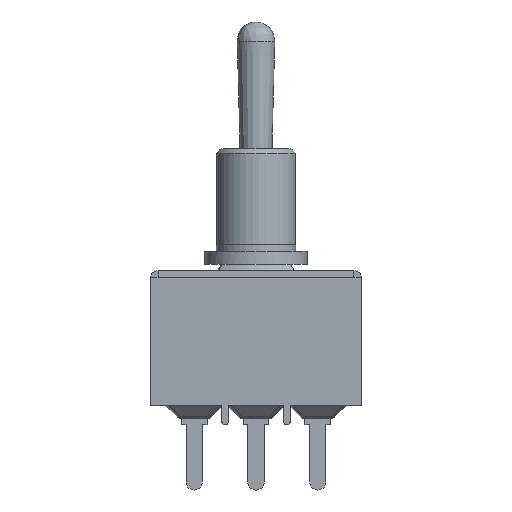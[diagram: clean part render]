
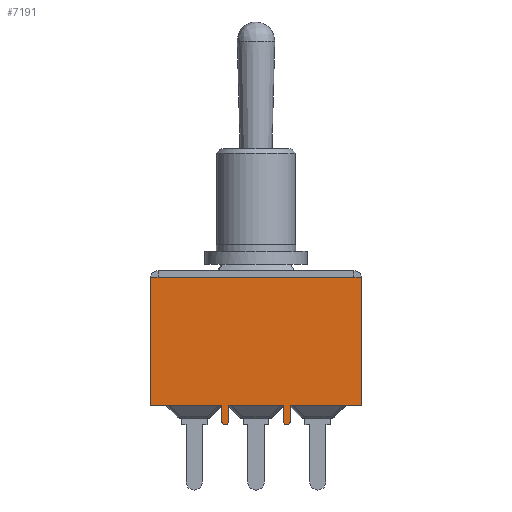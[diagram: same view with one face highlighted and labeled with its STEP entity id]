
A CAD part, left-side view. The second image highlights one B-rep face of the part: STEP entity #7191.
In plain terms, the highlighted planar face has unit normal (-1, 0, 0).
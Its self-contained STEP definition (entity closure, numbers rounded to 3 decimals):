
#427=PLANE('',#7895);
#836=FACE_OUTER_BOUND('',#1265,.T.);
#1265=EDGE_LOOP('',(#6618,#6619,#6620,#6621,#6622,#6623,#6624,#6625,#6626,
#6627,#6628,#6629,#6630,#6631));
#1499=LINE('',#10942,#2231);
#1558=LINE('',#11076,#2290);
#1561=LINE('',#11081,#2293);
#1950=LINE('',#12245,#2682);
#1955=LINE('',#12253,#2687);
#1960=LINE('',#12262,#2692);
#1968=LINE('',#12278,#2700);
#1983=LINE('',#12312,#2715);
#1984=LINE('',#12314,#2716);
#1985=LINE('',#12316,#2717);
#1993=LINE('',#12340,#2725);
#1995=LINE('',#12348,#2727);
#2231=VECTOR('',#8457,10.);
#2290=VECTOR('',#8598,10.);
#2293=VECTOR('',#8603,10.);
#2682=VECTOR('',#9842,10.);
#2687=VECTOR('',#9849,10.);
#2692=VECTOR('',#9856,10.);
#2700=VECTOR('',#9874,10.);
#2715=VECTOR('',#9909,10.);
#2716=VECTOR('',#9912,10.);
#2717=VECTOR('',#9915,10.);
#2725=VECTOR('',#9951,10.);
#2727=VECTOR('',#9965,10.);
#2935=CIRCLE('',#7869,0.25);
#2936=CIRCLE('',#7871,0.25);
#3156=VERTEX_POINT('',#10927);
#3159=VERTEX_POINT('',#10935);
#3194=VERTEX_POINT('',#11075);
#3195=VERTEX_POINT('',#11079);
#3544=VERTEX_POINT('',#12242);
#3545=VERTEX_POINT('',#12244);
#3546=VERTEX_POINT('',#12250);
#3547=VERTEX_POINT('',#12252);
#3550=VERTEX_POINT('',#12260);
#3552=VERTEX_POINT('',#12275);
#3553=VERTEX_POINT('',#12277);
#3560=VERTEX_POINT('',#12302);
#3561=VERTEX_POINT('',#12306);
#3562=VERTEX_POINT('',#12308);
#3888=EDGE_CURVE('',#3156,#3159,#1499,.T.);
#3957=EDGE_CURVE('',#3194,#3156,#1558,.T.);
#3960=EDGE_CURVE('',#3159,#3195,#1561,.T.);
#4536=EDGE_CURVE('',#3544,#3545,#1950,.T.);
#4541=EDGE_CURVE('',#3546,#3547,#1955,.T.);
#4546=EDGE_CURVE('',#3550,#3546,#1960,.T.);
#4554=EDGE_CURVE('',#3552,#3553,#1968,.T.);
#4569=EDGE_CURVE('',#3547,#3560,#2935,.T.);
#4572=EDGE_CURVE('',#3561,#3562,#2936,.T.);
#4574=EDGE_CURVE('',#3545,#3561,#1983,.T.);
#4575=EDGE_CURVE('',#3550,#3562,#1984,.T.);
#4576=EDGE_CURVE('',#3552,#3560,#1985,.T.);
#4586=EDGE_CURVE('',#3553,#3195,#1993,.T.);
#4588=EDGE_CURVE('',#3544,#3194,#1995,.T.);
#6618=ORIENTED_EDGE('',*,*,#4569,.F.);
#6619=ORIENTED_EDGE('',*,*,#4541,.F.);
#6620=ORIENTED_EDGE('',*,*,#4546,.F.);
#6621=ORIENTED_EDGE('',*,*,#4575,.T.);
#6622=ORIENTED_EDGE('',*,*,#4572,.F.);
#6623=ORIENTED_EDGE('',*,*,#4574,.F.);
#6624=ORIENTED_EDGE('',*,*,#4536,.F.);
#6625=ORIENTED_EDGE('',*,*,#4588,.T.);
#6626=ORIENTED_EDGE('',*,*,#3957,.T.);
#6627=ORIENTED_EDGE('',*,*,#3888,.T.);
#6628=ORIENTED_EDGE('',*,*,#3960,.T.);
#6629=ORIENTED_EDGE('',*,*,#4586,.F.);
#6630=ORIENTED_EDGE('',*,*,#4554,.F.);
#6631=ORIENTED_EDGE('',*,*,#4576,.T.);
#7191=ADVANCED_FACE('',(#836),#427,.T.);
#7869=AXIS2_PLACEMENT_3D('',#12303,#9898,#9899);
#7871=AXIS2_PLACEMENT_3D('',#12309,#9904,#9905);
#7895=AXIS2_PLACEMENT_3D('',#12349,#9966,#9967);
#8457=DIRECTION('',(0.,1.,0.));
#8598=DIRECTION('',(0.,1.,0.));
#8603=DIRECTION('',(0.,1.,0.));
#9842=DIRECTION('',(0.,1.,0.));
#9849=DIRECTION('',(0.,0.,-1.));
#9856=DIRECTION('',(0.,1.,0.));
#9874=DIRECTION('',(0.,1.,0.));
#9898=DIRECTION('center_axis',(1.,0.,0.));
#9899=DIRECTION('ref_axis',(0.,0.707,-0.707));
#9904=DIRECTION('center_axis',(1.,0.,0.));
#9905=DIRECTION('ref_axis',(0.,0.707,-0.707));
#9909=DIRECTION('',(0.,0.,-1.));
#9912=DIRECTION('',(0.,0.,-1.));
#9915=DIRECTION('',(0.,0.,-1.));
#9951=DIRECTION('',(0.,0.,1.));
#9965=DIRECTION('',(0.,0.,1.));
#9966=DIRECTION('center_axis',(-1.,0.,0.));
#9967=DIRECTION('ref_axis',(0.,0.,1.));
#10927=CARTESIAN_POINT('',(-6.35,-7.645,10.03));
#10935=CARTESIAN_POINT('',(-6.35,7.655,10.03));
#10942=CARTESIAN_POINT('',(-6.35,-8.255,10.03));
#11075=CARTESIAN_POINT('',(-6.35,-8.255,10.03));
#11076=CARTESIAN_POINT('',(-6.35,-8.255,10.03));
#11079=CARTESIAN_POINT('',(-6.35,8.255,10.03));
#11081=CARTESIAN_POINT('',(-6.35,-8.255,10.03));
#12242=CARTESIAN_POINT('',(-6.35,-8.255,0.));
#12244=CARTESIAN_POINT('',(-6.35,-2.665,0.));
#12245=CARTESIAN_POINT('',(-6.35,-8.255,0.));
#12250=CARTESIAN_POINT('',(-6.35,2.165,0.));
#12252=CARTESIAN_POINT('',(-6.35,2.165,-1.25));
#12253=CARTESIAN_POINT('',(-6.35,2.165,0.));
#12260=CARTESIAN_POINT('',(-6.35,-2.165,0.));
#12262=CARTESIAN_POINT('',(-6.35,-8.255,0.));
#12275=CARTESIAN_POINT('',(-6.35,2.665,0.));
#12277=CARTESIAN_POINT('',(-6.35,8.255,0.));
#12278=CARTESIAN_POINT('',(-6.35,-8.255,0.));
#12302=CARTESIAN_POINT('',(-6.35,2.665,-1.25));
#12303=CARTESIAN_POINT('Origin',(-6.35,2.415,-1.25));
#12306=CARTESIAN_POINT('',(-6.35,-2.665,-1.25));
#12308=CARTESIAN_POINT('',(-6.35,-2.165,-1.25));
#12309=CARTESIAN_POINT('Origin',(-6.35,-2.415,-1.25));
#12312=CARTESIAN_POINT('',(-6.35,-2.665,0.));
#12314=CARTESIAN_POINT('',(-6.35,-2.165,0.));
#12316=CARTESIAN_POINT('',(-6.35,2.665,0.));
#12340=CARTESIAN_POINT('',(-6.35,8.255,0.));
#12348=CARTESIAN_POINT('',(-6.35,-8.255,0.));
#12349=CARTESIAN_POINT('Origin',(-6.35,-8.255,0.));
